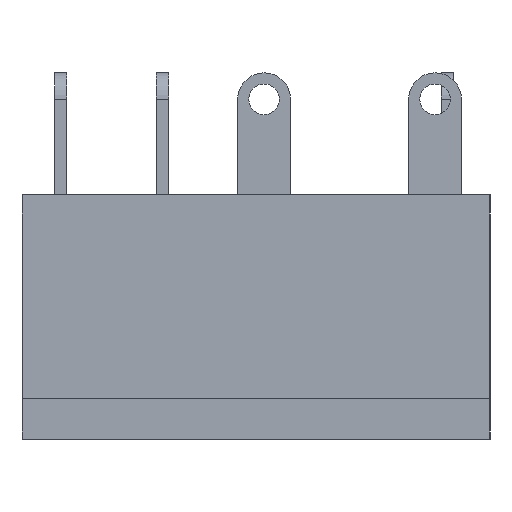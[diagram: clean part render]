
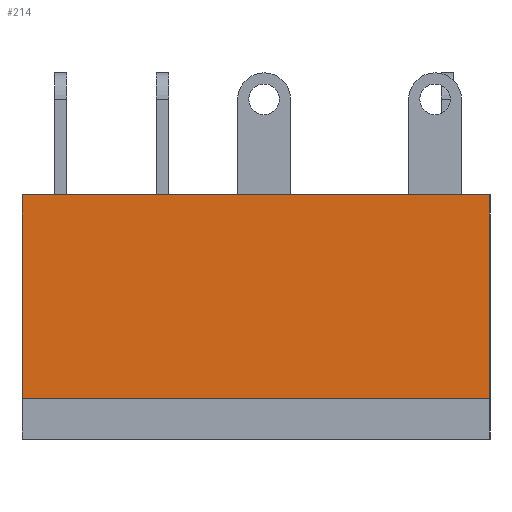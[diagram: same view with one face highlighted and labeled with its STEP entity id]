
A CAD part, left-side view. The second image highlights one B-rep face of the part: STEP entity #214.
In plain terms, the highlighted planar face has unit normal (-1, 0, 0).
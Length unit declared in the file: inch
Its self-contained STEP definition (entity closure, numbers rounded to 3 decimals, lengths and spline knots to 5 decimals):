
#31 = LINE ( 'NONE', #1156, #1205 ) ;
#166 = AXIS2_PLACEMENT_3D ( 'NONE', #867, #1497, #878 ) ;
#183 = LINE ( 'NONE', #1468, #1813 ) ;
#214 = ADVANCED_FACE ( 'NONE', ( #459 ), #2803, .F. ) ;
#395 = CARTESIAN_POINT ( 'NONE',  ( -0.68898, 0.23425, -0.07874 ) ) ;
#428 = DIRECTION ( 'NONE',  ( 0., 1., 0. ) ) ;
#459 = FACE_OUTER_BOUND ( 'NONE', #2290, .T. ) ;
#530 = VERTEX_POINT ( 'NONE', #2723 ) ;
#594 = VERTEX_POINT ( 'NONE', #2355 ) ;
#657 = ORIENTED_EDGE ( 'NONE', *, *, #1811, .T. ) ;
#845 = DIRECTION ( 'NONE',  ( 0., -1., 0. ) ) ;
#867 = CARTESIAN_POINT ( 'NONE',  ( -0.68898, 0.23425, -0.11811 ) ) ;
#878 = DIRECTION ( 'NONE',  ( 0., 0., -1. ) ) ;
#926 = VECTOR ( 'NONE', #1164, 39.37008 ) ;
#1156 = CARTESIAN_POINT ( 'NONE',  ( -0.68898, -0.2185, -0.11811 ) ) ;
#1164 = DIRECTION ( 'NONE',  ( 0., 0., 1. ) ) ;
#1205 = VECTOR ( 'NONE', #1752, 39.37008 ) ;
#1361 = EDGE_CURVE ( 'NONE', #594, #2741, #1549, .T. ) ;
#1468 = CARTESIAN_POINT ( 'NONE',  ( -0.68898, 0.23425, 0.11811 ) ) ;
#1497 = DIRECTION ( 'NONE',  ( 1., 0., 0. ) ) ;
#1544 = CARTESIAN_POINT ( 'NONE',  ( -0.68898, -0.2185, 0.11811 ) ) ;
#1545 = ORIENTED_EDGE ( 'NONE', *, *, #1663, .F. ) ;
#1549 = LINE ( 'NONE', #1983, #2702 ) ;
#1606 = LINE ( 'NONE', #2420, #926 ) ;
#1663 = EDGE_CURVE ( 'NONE', #2741, #530, #1606, .T. ) ;
#1752 = DIRECTION ( 'NONE',  ( 0., 0., 1. ) ) ;
#1778 = EDGE_CURVE ( 'NONE', #530, #2403, #183, .T. ) ;
#1811 = EDGE_CURVE ( 'NONE', #594, #2403, #31, .T. ) ;
#1813 = VECTOR ( 'NONE', #845, 39.37008 ) ;
#1815 = ORIENTED_EDGE ( 'NONE', *, *, #1778, .F. ) ;
#1983 = CARTESIAN_POINT ( 'NONE',  ( -0.68898, -0.2185, -0.07874 ) ) ;
#2290 = EDGE_LOOP ( 'NONE', ( #2646, #657, #1815, #1545 ) ) ;
#2355 = CARTESIAN_POINT ( 'NONE',  ( -0.68898, -0.2185, -0.07874 ) ) ;
#2403 = VERTEX_POINT ( 'NONE', #1544 ) ;
#2420 = CARTESIAN_POINT ( 'NONE',  ( -0.68898, 0.23425, -0.11811 ) ) ;
#2646 = ORIENTED_EDGE ( 'NONE', *, *, #1361, .F. ) ;
#2702 = VECTOR ( 'NONE', #428, 39.37008 ) ;
#2723 = CARTESIAN_POINT ( 'NONE',  ( -0.68898, 0.23425, 0.11811 ) ) ;
#2741 = VERTEX_POINT ( 'NONE', #395 ) ;
#2803 = PLANE ( 'NONE',  #166 ) ;
